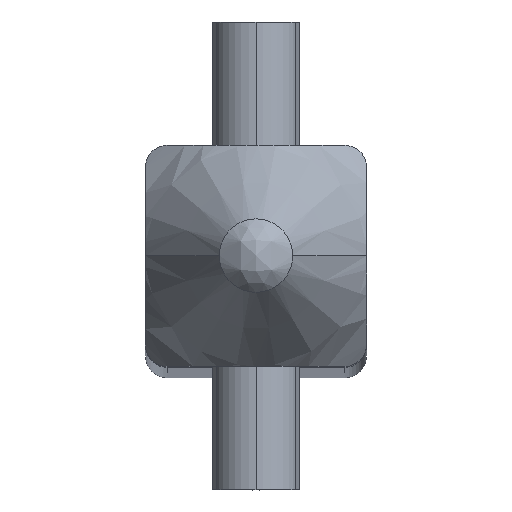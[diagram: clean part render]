
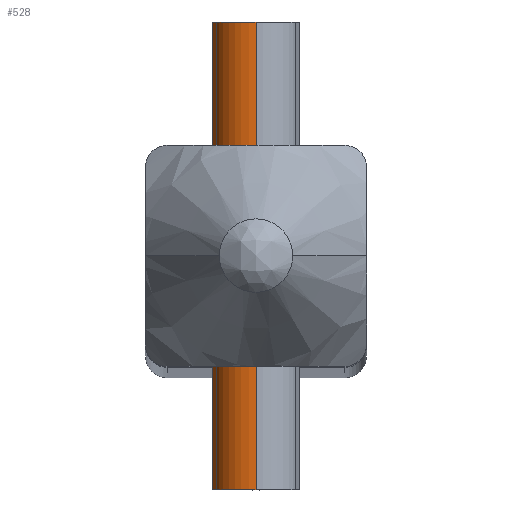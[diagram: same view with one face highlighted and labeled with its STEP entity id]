
A CAD part, top view. The second image highlights one B-rep face of the part: STEP entity #528.
In plain terms, the highlighted cylindrical face has radius 2 mm (diameter 4 mm), a partial arc.
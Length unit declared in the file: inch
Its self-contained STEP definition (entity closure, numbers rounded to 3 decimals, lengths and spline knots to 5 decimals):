
#53 = ORIENTED_EDGE ( 'NONE', *, *, #434, .T. ) ;
#85 = ORIENTED_EDGE ( 'NONE', *, *, #598, .T. ) ;
#89 = DIRECTION ( 'NONE',  ( 0., 0., 1. ) ) ;
#108 = AXIS2_PLACEMENT_3D ( 'NONE', #1102, #601, #89 ) ;
#148 = VECTOR ( 'NONE', #1124, 39.37008 ) ;
#179 = CARTESIAN_POINT ( 'NONE',  ( 0., -0.42323, 11.65476 ) ) ;
#224 = ORIENTED_EDGE ( 'NONE', *, *, #814, .T. ) ;
#256 = CIRCLE ( 'NONE', #108, 0.07874 ) ;
#377 = DIRECTION ( 'NONE',  ( 0., 1., 0. ) ) ;
#385 = CARTESIAN_POINT ( 'NONE',  ( 0., -0.42323, 11.57602 ) ) ;
#408 = AXIS2_PLACEMENT_3D ( 'NONE', #697, #377, #602 ) ;
#430 = CARTESIAN_POINT ( 'NONE',  ( -0.00591, 0.42323, 11.49751 ) ) ;
#434 = EDGE_CURVE ( 'NONE', #845, #808, #631, .T. ) ;
#466 = DIRECTION ( 'NONE',  ( 0., 1., 0. ) ) ;
#471 = CARTESIAN_POINT ( 'NONE',  ( 0., 0.42323, 11.65476 ) ) ;
#524 = CARTESIAN_POINT ( 'NONE',  ( -0.00591, -0.42323, 11.49751 ) ) ;
#528 = ADVANCED_FACE ( 'NONE', ( #897 ), #1306, .T. ) ;
#598 = EDGE_CURVE ( 'NONE', #1043, #845, #715, .T. ) ;
#601 = DIRECTION ( 'NONE',  ( 0., -1., 0. ) ) ;
#602 = DIRECTION ( 'NONE',  ( 0., 0., 1. ) ) ;
#631 = CIRCLE ( 'NONE', #885, 0.07874 ) ;
#697 = CARTESIAN_POINT ( 'NONE',  ( 0., -0.42323, 11.57602 ) ) ;
#715 = LINE ( 'NONE', #524, #148 ) ;
#795 = LINE ( 'NONE', #1200, #1114 ) ;
#808 = VERTEX_POINT ( 'NONE', #179 ) ;
#814 = EDGE_CURVE ( 'NONE', #1225, #1043, #256, .T. ) ;
#845 = VERTEX_POINT ( 'NONE', #1189 ) ;
#885 = AXIS2_PLACEMENT_3D ( 'NONE', #385, #466, #980 ) ;
#888 = DIRECTION ( 'NONE',  ( 0., 1., 0. ) ) ;
#897 = FACE_OUTER_BOUND ( 'NONE', #1220, .T. ) ;
#980 = DIRECTION ( 'NONE',  ( 0., 0., 1. ) ) ;
#1043 = VERTEX_POINT ( 'NONE', #430 ) ;
#1102 = CARTESIAN_POINT ( 'NONE',  ( 0., 0.42323, 11.57602 ) ) ;
#1114 = VECTOR ( 'NONE', #888, 39.37008 ) ;
#1116 = ORIENTED_EDGE ( 'NONE', *, *, #1249, .T. ) ;
#1124 = DIRECTION ( 'NONE',  ( 0., -1., 0. ) ) ;
#1189 = CARTESIAN_POINT ( 'NONE',  ( -0.00591, -0.42323, 11.49751 ) ) ;
#1200 = CARTESIAN_POINT ( 'NONE',  ( 0., -0.42323, 11.65476 ) ) ;
#1220 = EDGE_LOOP ( 'NONE', ( #53, #1116, #224, #85 ) ) ;
#1225 = VERTEX_POINT ( 'NONE', #471 ) ;
#1249 = EDGE_CURVE ( 'NONE', #808, #1225, #795, .T. ) ;
#1306 = CYLINDRICAL_SURFACE ( 'NONE', #408, 0.07874 ) ;
